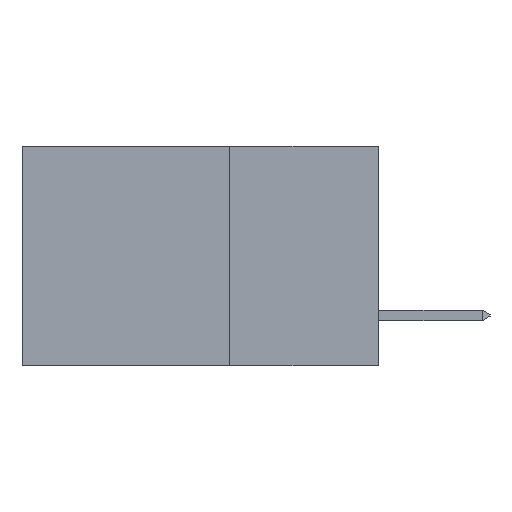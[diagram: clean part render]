
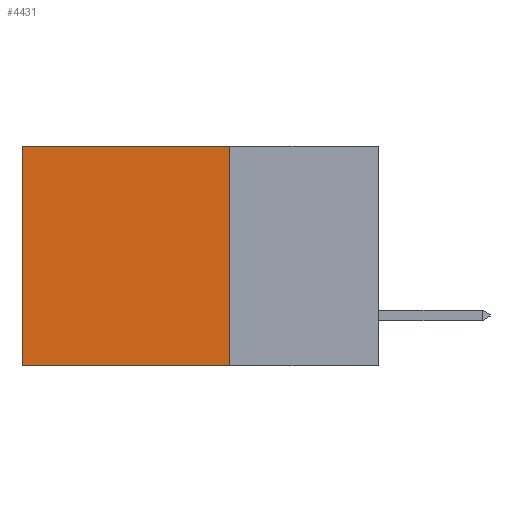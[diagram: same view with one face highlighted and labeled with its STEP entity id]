
A CAD part, left-side view. The second image highlights one B-rep face of the part: STEP entity #4431.
In plain terms, the highlighted planar face has unit normal (-1, 0, 0).
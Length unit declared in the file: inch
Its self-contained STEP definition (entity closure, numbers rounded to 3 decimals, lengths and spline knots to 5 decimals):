
#575 = VERTEX_POINT ( 'NONE', #5718 ) ;
#999 = ORIENTED_EDGE ( 'NONE', *, *, #10959, .F. ) ;
#1084 = CARTESIAN_POINT ( 'NONE',  ( 0.2615, 0.25, 0. ) ) ;
#1291 = VERTEX_POINT ( 'NONE', #6438 ) ;
#1550 = VECTOR ( 'NONE', #8507, 39.37008 ) ;
#1755 = VECTOR ( 'NONE', #5466, 39.37008 ) ;
#2062 = CARTESIAN_POINT ( 'NONE',  ( 0.2615, 0.25, 0. ) ) ;
#2666 = DIRECTION ( 'NONE',  ( 0., 0., -1. ) ) ;
#2724 = EDGE_LOOP ( 'NONE', ( #10261, #999, #11122, #6621 ) ) ;
#4138 = EDGE_CURVE ( 'NONE', #11240, #1291, #11323, .T. ) ;
#4431 = ADVANCED_FACE ( 'NONE', ( #8203 ), #4484, .F. ) ;
#4484 = PLANE ( 'NONE',  #5651 ) ;
#5217 = LINE ( 'NONE', #10888, #9379 ) ;
#5385 = CARTESIAN_POINT ( 'NONE',  ( 0.2615, 0.25, -0.37 ) ) ;
#5419 = DIRECTION ( 'NONE',  ( 1., 0., 0. ) ) ;
#5466 = DIRECTION ( 'NONE',  ( 0., 1., 0. ) ) ;
#5651 = AXIS2_PLACEMENT_3D ( 'NONE', #5385, #5419, #11684 ) ;
#5718 = CARTESIAN_POINT ( 'NONE',  ( 0.2615, 0.6, -0.37 ) ) ;
#5912 = VECTOR ( 'NONE', #6817, 39.37008 ) ;
#6194 = LINE ( 'NONE', #10426, #5912 ) ;
#6438 = CARTESIAN_POINT ( 'NONE',  ( 0.2615, 0.6, 0. ) ) ;
#6621 = ORIENTED_EDGE ( 'NONE', *, *, #4138, .T. ) ;
#6817 = DIRECTION ( 'NONE',  ( 0., 0., -1. ) ) ;
#7009 = LINE ( 'NONE', #9027, #1755 ) ;
#7548 = EDGE_CURVE ( 'NONE', #11240, #8702, #6194, .T. ) ;
#7833 = EDGE_CURVE ( 'NONE', #1291, #575, #5217, .T. ) ;
#8203 = FACE_OUTER_BOUND ( 'NONE', #2724, .T. ) ;
#8507 = DIRECTION ( 'NONE',  ( 0., 1., 0. ) ) ;
#8702 = VERTEX_POINT ( 'NONE', #11140 ) ;
#9027 = CARTESIAN_POINT ( 'NONE',  ( 0.2615, 0.25, -0.37 ) ) ;
#9379 = VECTOR ( 'NONE', #2666, 39.37008 ) ;
#10261 = ORIENTED_EDGE ( 'NONE', *, *, #7833, .T. ) ;
#10426 = CARTESIAN_POINT ( 'NONE',  ( 0.2615, 0.25, -0.37 ) ) ;
#10888 = CARTESIAN_POINT ( 'NONE',  ( 0.2615, 0.6, -0.37 ) ) ;
#10959 = EDGE_CURVE ( 'NONE', #8702, #575, #7009, .T. ) ;
#11122 = ORIENTED_EDGE ( 'NONE', *, *, #7548, .F. ) ;
#11140 = CARTESIAN_POINT ( 'NONE',  ( 0.2615, 0.25, -0.37 ) ) ;
#11240 = VERTEX_POINT ( 'NONE', #2062 ) ;
#11323 = LINE ( 'NONE', #1084, #1550 ) ;
#11684 = DIRECTION ( 'NONE',  ( 0., 0., -1. ) ) ;
